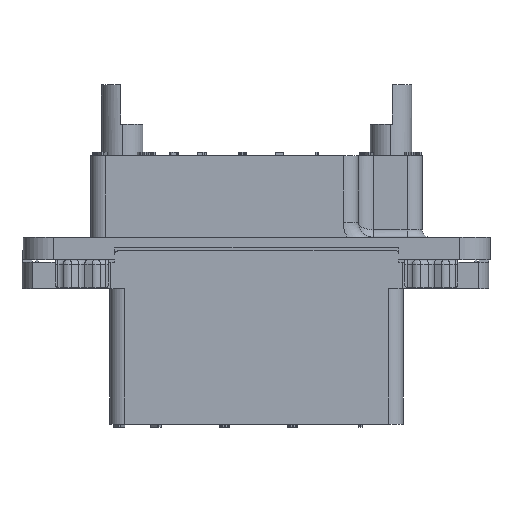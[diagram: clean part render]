
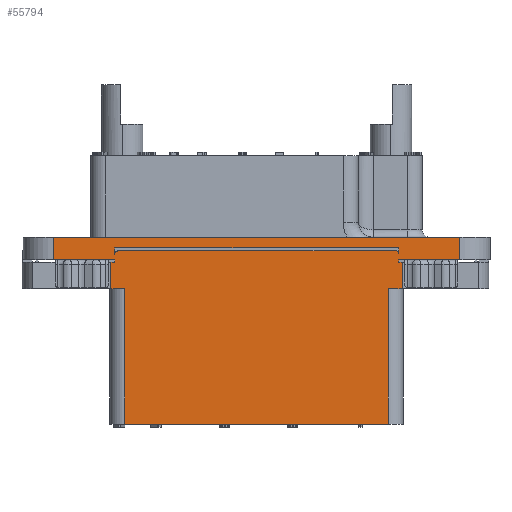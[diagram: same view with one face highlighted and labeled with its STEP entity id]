
A CAD part, front view. The second image highlights one B-rep face of the part: STEP entity #55794.
In plain terms, the highlighted planar face has unit normal (0, -1, 0).
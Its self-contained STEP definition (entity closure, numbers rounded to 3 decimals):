
#24=DIRECTION('',(1.,0.,0.));
#25=VECTOR('',#24,54.);
#26=CARTESIAN_POINT('',(-27.,-14.75,0.));
#27=LINE('',#26,#25);
#331=DIRECTION('',(1.,0.,0.));
#332=VECTOR('',#331,8.15);
#333=CARTESIAN_POINT('',(-27.,-14.75,-3.));
#334=LINE('',#333,#332);
#347=DIRECTION('',(1.,0.,0.));
#348=VECTOR('',#347,8.15);
#349=CARTESIAN_POINT('',(18.85,-14.75,-3.));
#350=LINE('',#349,#348);
#1105=DIRECTION('',(0.,0.,-1.));
#1106=VECTOR('',#1105,3.);
#1107=CARTESIAN_POINT('',(27.,-14.75,0.));
#1108=LINE('',#1107,#1106);
#1109=DIRECTION('',(0.,0.,1.));
#1110=VECTOR('',#1109,3.5);
#1111=CARTESIAN_POINT('',(19.35,-14.75,-6.8));
#1112=LINE('',#1111,#1110);
#1113=DIRECTION('',(0.,0.,-1.));
#1114=VECTOR('',#1113,18.);
#1115=CARTESIAN_POINT('',(-17.5,-14.75,-6.8));
#1116=LINE('',#1115,#1114);
#1117=DIRECTION('',(0.,0.,1.));
#1118=VECTOR('',#1117,3.5);
#1119=CARTESIAN_POINT('',(-19.35,-14.75,-6.8));
#1120=LINE('',#1119,#1118);
#1121=DIRECTION('',(0.,0.,1.));
#1122=VECTOR('',#1121,0.3);
#1123=CARTESIAN_POINT('',(-18.85,-14.75,-3.3));
#1124=LINE('',#1123,#1122);
#1125=DIRECTION('',(0.,0.,-1.));
#1126=VECTOR('',#1125,3.);
#1127=CARTESIAN_POINT('',(-27.,-14.75,0.));
#1128=LINE('',#1127,#1126);
#1129=DIRECTION('',(0.,0.,1.));
#1130=VECTOR('',#1129,0.9);
#1131=CARTESIAN_POINT('',(-18.85,-14.75,-2.3));
#1132=LINE('',#1131,#1130);
#1133=CARTESIAN_POINT('',(-18.35,-14.75,-2.3));
#1134=DIRECTION('',(0.,-1.,0.));
#1135=DIRECTION('',(0.,0.,1.));
#1136=AXIS2_PLACEMENT_3D('',#1133,#1134,#1135);
#1138=CARTESIAN_POINT('',(18.55,-14.75,-2.1));
#1139=DIRECTION('',(0.,-1.,0.));
#1140=DIRECTION('',(1.,0.,0.));
#1141=AXIS2_PLACEMENT_3D('',#1138,#1139,#1140);
#1143=DIRECTION('',(0.,0.,1.));
#1144=VECTOR('',#1143,0.7);
#1145=CARTESIAN_POINT('',(18.85,-14.75,-2.1));
#1146=LINE('',#1145,#1144);
#1147=DIRECTION('',(1.,0.,0.));
#1148=VECTOR('',#1147,37.7);
#1149=CARTESIAN_POINT('',(-18.85,-14.75,-1.4));
#1150=LINE('',#1149,#1148);
#1151=DIRECTION('',(0.,0.,1.));
#1152=VECTOR('',#1151,0.3);
#1153=CARTESIAN_POINT('',(18.85,-14.75,-3.3));
#1154=LINE('',#1153,#1152);
#1171=DIRECTION('',(1.,0.,0.));
#1172=VECTOR('',#1171,0.5);
#1173=CARTESIAN_POINT('',(18.85,-14.75,-3.3));
#1174=LINE('',#1173,#1172);
#1187=DIRECTION('',(1.,0.,0.));
#1188=VECTOR('',#1187,0.5);
#1189=CARTESIAN_POINT('',(-19.35,-14.75,-3.3));
#1190=LINE('',#1189,#1188);
#1546=DIRECTION('',(1.,0.,0.));
#1547=VECTOR('',#1546,1.85);
#1548=CARTESIAN_POINT('',(-19.35,-14.75,-6.8));
#1549=LINE('',#1548,#1547);
#1613=DIRECTION('',(1.,0.,0.));
#1614=VECTOR('',#1613,35.);
#1615=CARTESIAN_POINT('',(-17.5,-14.75,-24.8));
#1616=LINE('',#1615,#1614);
#2609=DIRECTION('',(0.,0.,-1.));
#2610=VECTOR('',#2609,18.);
#2611=CARTESIAN_POINT('',(17.5,-14.75,-6.8));
#2612=LINE('',#2611,#2610);
#2618=DIRECTION('',(1.,0.,0.));
#2619=VECTOR('',#2618,1.85);
#2620=CARTESIAN_POINT('',(17.5,-14.75,-6.8));
#2621=LINE('',#2620,#2619);
#23401=DIRECTION('',(1.,0.,0.));
#23402=VECTOR('',#23401,36.9);
#23403=CARTESIAN_POINT('',(-18.35,-14.75,-1.8));
#23404=LINE('',#23403,#23402);
#43513=CARTESIAN_POINT('',(-27.,-14.75,0.));
#43514=VERTEX_POINT('',#43513);
#43515=CARTESIAN_POINT('',(27.,-14.75,0.));
#43516=VERTEX_POINT('',#43515);
#43529=CARTESIAN_POINT('',(-27.,-14.75,-3.));
#43530=VERTEX_POINT('',#43529);
#43531=CARTESIAN_POINT('',(27.,-14.75,-3.));
#43532=VERTEX_POINT('',#43531);
#43955=CARTESIAN_POINT('',(-18.85,-14.75,-1.4));
#43956=CARTESIAN_POINT('',(18.85,-14.75,-1.4));
#43957=VERTEX_POINT('',#43955);
#43958=VERTEX_POINT('',#43956);
#51929=CARTESIAN_POINT('',(19.35,-14.75,-6.8));
#51930=VERTEX_POINT('',#51929);
#51931=CARTESIAN_POINT('',(-19.35,-14.75,-6.8));
#51933=VERTEX_POINT('',#51931);
#51945=CARTESIAN_POINT('',(19.35,-14.75,-3.3));
#51947=VERTEX_POINT('',#51945);
#51949=CARTESIAN_POINT('',(-19.35,-14.75,-3.3));
#51951=VERTEX_POINT('',#51949);
#51961=CARTESIAN_POINT('',(17.5,-14.75,-24.8));
#51963=VERTEX_POINT('',#51961);
#51975=CARTESIAN_POINT('',(-17.5,-14.75,-24.8));
#51976=VERTEX_POINT('',#51975);
#51977=CARTESIAN_POINT('',(17.5,-14.75,-6.8));
#51979=VERTEX_POINT('',#51977);
#51991=CARTESIAN_POINT('',(-17.5,-14.75,-6.8));
#51992=VERTEX_POINT('',#51991);
#52801=CARTESIAN_POINT('',(18.85,-14.75,-3.3));
#52803=VERTEX_POINT('',#52801);
#52807=CARTESIAN_POINT('',(-18.85,-14.75,-3.3));
#52808=VERTEX_POINT('',#52807);
#52833=CARTESIAN_POINT('',(-18.35,-14.75,-1.8));
#52834=CARTESIAN_POINT('',(18.55,-14.75,-1.8));
#52835=VERTEX_POINT('',#52833);
#52836=VERTEX_POINT('',#52834);
#53173=CARTESIAN_POINT('',(18.85,-14.75,-3.));
#53175=VERTEX_POINT('',#53173);
#53179=CARTESIAN_POINT('',(-18.85,-14.75,-3.));
#53180=VERTEX_POINT('',#53179);
#53546=CARTESIAN_POINT('',(-18.85,-14.75,-2.3));
#53548=VERTEX_POINT('',#53546);
#53549=CARTESIAN_POINT('',(18.85,-14.75,-2.1));
#53551=VERTEX_POINT('',#53549);
#55745=CARTESIAN_POINT('',(-27.,-14.75,0.));
#55746=DIRECTION('',(0.,-1.,0.));
#55747=DIRECTION('',(1.,0.,0.));
#55748=AXIS2_PLACEMENT_3D('',#55745,#55746,#55747);
#55749=PLANE('',#55748);
#55750=ORIENTED_EDGE('',*,*,#55089,.F.);
#55752=ORIENTED_EDGE('',*,*,#55751,.F.);
#55754=ORIENTED_EDGE('',*,*,#55753,.T.);
#55756=ORIENTED_EDGE('',*,*,#55755,.F.);
#55758=ORIENTED_EDGE('',*,*,#55757,.F.);
#55760=ORIENTED_EDGE('',*,*,#55759,.T.);
#55762=ORIENTED_EDGE('',*,*,#55761,.F.);
#55764=ORIENTED_EDGE('',*,*,#55763,.F.);
#55766=ORIENTED_EDGE('',*,*,#55765,.F.);
#55768=ORIENTED_EDGE('',*,*,#55767,.T.);
#55770=ORIENTED_EDGE('',*,*,#55769,.T.);
#55772=ORIENTED_EDGE('',*,*,#55771,.T.);
#55773=ORIENTED_EDGE('',*,*,#55081,.F.);
#55775=ORIENTED_EDGE('',*,*,#55774,.F.);
#55776=ORIENTED_EDGE('',*,*,#54961,.T.);
#55777=ORIENTED_EDGE('',*,*,#55737,.T.);
#55778=EDGE_LOOP('',(#55750,#55752,#55754,#55756,#55758,#55760,#55762,#55764,
#55766,#55768,#55770,#55772,#55773,#55775,#55776,#55777));
#55779=FACE_OUTER_BOUND('',#55778,.F.);
#55781=ORIENTED_EDGE('',*,*,#55780,.F.);
#55783=ORIENTED_EDGE('',*,*,#55782,.F.);
#55785=ORIENTED_EDGE('',*,*,#55784,.T.);
#55787=ORIENTED_EDGE('',*,*,#55786,.F.);
#55789=ORIENTED_EDGE('',*,*,#55788,.T.);
#55791=ORIENTED_EDGE('',*,*,#55790,.F.);
#55792=EDGE_LOOP('',(#55781,#55783,#55785,#55787,#55789,#55791));
#55793=FACE_BOUND('',#55792,.F.);
#55794=ADVANCED_FACE('',(#55779,#55793),#55749,.T.);
#1137=CIRCLE('',#1136,0.5);
#1142=CIRCLE('',#1141,0.3);
#54961=EDGE_CURVE('',#43514,#43516,#27,.T.);
#55081=EDGE_CURVE('',#43530,#53180,#334,.T.);
#55089=EDGE_CURVE('',#53175,#43532,#350,.T.);
#55737=EDGE_CURVE('',#43516,#43532,#1108,.T.);
#55751=EDGE_CURVE('',#52803,#53175,#1154,.T.);
#55753=EDGE_CURVE('',#52803,#51947,#1174,.T.);
#55755=EDGE_CURVE('',#51930,#51947,#1112,.T.);
#55757=EDGE_CURVE('',#51979,#51930,#2621,.T.);
#55759=EDGE_CURVE('',#51979,#51963,#2612,.T.);
#55761=EDGE_CURVE('',#51976,#51963,#1616,.T.);
#55763=EDGE_CURVE('',#51992,#51976,#1116,.T.);
#55765=EDGE_CURVE('',#51933,#51992,#1549,.T.);
#55767=EDGE_CURVE('',#51933,#51951,#1120,.T.);
#55769=EDGE_CURVE('',#51951,#52808,#1190,.T.);
#55771=EDGE_CURVE('',#52808,#53180,#1124,.T.);
#55774=EDGE_CURVE('',#43514,#43530,#1128,.T.);
#55780=EDGE_CURVE('',#53548,#43957,#1132,.T.);
#55782=EDGE_CURVE('',#52835,#53548,#1137,.T.);
#55784=EDGE_CURVE('',#52835,#52836,#23404,.T.);
#55786=EDGE_CURVE('',#53551,#52836,#1142,.T.);
#55788=EDGE_CURVE('',#53551,#43958,#1146,.T.);
#55790=EDGE_CURVE('',#43957,#43958,#1150,.T.);
